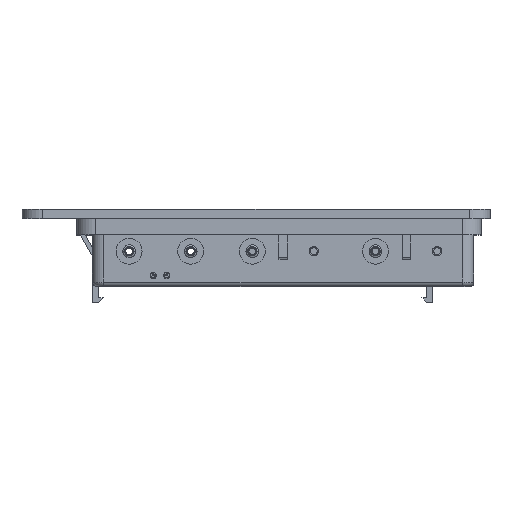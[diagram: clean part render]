
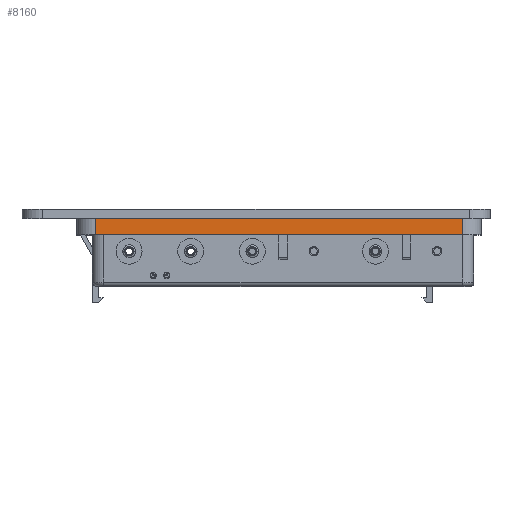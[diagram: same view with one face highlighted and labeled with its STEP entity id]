
A CAD part, top view. The second image highlights one B-rep face of the part: STEP entity #8160.
In plain terms, the highlighted planar face has unit normal (0, 0, 1).
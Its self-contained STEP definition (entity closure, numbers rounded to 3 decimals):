
#704 = FACE_OUTER_BOUND ( 'NONE', #15315, .T. ) ;
#1114 = VECTOR ( 'NONE', #37009, 1000. ) ;
#2222 = AXIS2_PLACEMENT_3D ( 'NONE', #34341, #15439, #24822 ) ;
#2959 = ORIENTED_EDGE ( 'NONE', *, *, #35834, .T. ) ;
#4942 = CARTESIAN_POINT ( 'NONE',  ( 50.3, 16.5, 30.9 ) ) ;
#6367 = CARTESIAN_POINT ( 'NONE',  ( 0., 16.5, 30.9 ) ) ;
#7131 = CARTESIAN_POINT ( 'NONE',  ( 50.3, 16.5, 30.9 ) ) ;
#7970 = LINE ( 'NONE', #6367, #1114 ) ;
#8160 = ADVANCED_FACE ( 'NONE', ( #704 ), #31085, .T. ) ;
#9781 = DIRECTION ( 'NONE',  ( 1., 0., 0. ) ) ;
#13178 = ORIENTED_EDGE ( 'NONE', *, *, #40308, .T. ) ;
#15315 = EDGE_LOOP ( 'NONE', ( #24396, #20251, #13178, #2959 ) ) ;
#15350 = VECTOR ( 'NONE', #29743, 1000. ) ;
#15439 = DIRECTION ( 'NONE',  ( 0., 0., 1. ) ) ;
#17010 = VERTEX_POINT ( 'NONE', #7131 ) ;
#17277 = CARTESIAN_POINT ( 'NONE',  ( -39.1, 16.5, 30.9 ) ) ;
#17676 = VERTEX_POINT ( 'NONE', #17922 ) ;
#17922 = CARTESIAN_POINT ( 'NONE',  ( -39.1, 20.5, 30.9 ) ) ;
#19066 = CARTESIAN_POINT ( 'NONE',  ( 50.3, 20.5, 30.9 ) ) ;
#20251 = ORIENTED_EDGE ( 'NONE', *, *, #29487, .F. ) ;
#21044 = LINE ( 'NONE', #23626, #24940 ) ;
#21680 = LINE ( 'NONE', #4942, #15350 ) ;
#22342 = VERTEX_POINT ( 'NONE', #19066 ) ;
#22849 = VECTOR ( 'NONE', #9781, 1000. ) ;
#23626 = CARTESIAN_POINT ( 'NONE',  ( -39.1, 16.5, 30.9 ) ) ;
#24396 = ORIENTED_EDGE ( 'NONE', *, *, #32718, .F. ) ;
#24822 = DIRECTION ( 'NONE',  ( 1., 0., 0. ) ) ;
#24940 = VECTOR ( 'NONE', #30132, 1000. ) ;
#27707 = LINE ( 'NONE', #28689, #22849 ) ;
#27861 = VERTEX_POINT ( 'NONE', #17277 ) ;
#28689 = CARTESIAN_POINT ( 'NONE',  ( 0., 20.5, 30.9 ) ) ;
#29487 = EDGE_CURVE ( 'NONE', #27861, #17676, #21044, .T. ) ;
#29743 = DIRECTION ( 'NONE',  ( 0., 1., 0. ) ) ;
#30132 = DIRECTION ( 'NONE',  ( 0., 1., 0. ) ) ;
#31085 = PLANE ( 'NONE',  #2222 ) ;
#32718 = EDGE_CURVE ( 'NONE', #17676, #22342, #27707, .T. ) ;
#34341 = CARTESIAN_POINT ( 'NONE',  ( 0., 16.5, 30.9 ) ) ;
#35834 = EDGE_CURVE ( 'NONE', #17010, #22342, #21680, .T. ) ;
#37009 = DIRECTION ( 'NONE',  ( 1., 0., 0. ) ) ;
#40308 = EDGE_CURVE ( 'NONE', #27861, #17010, #7970, .T. ) ;
